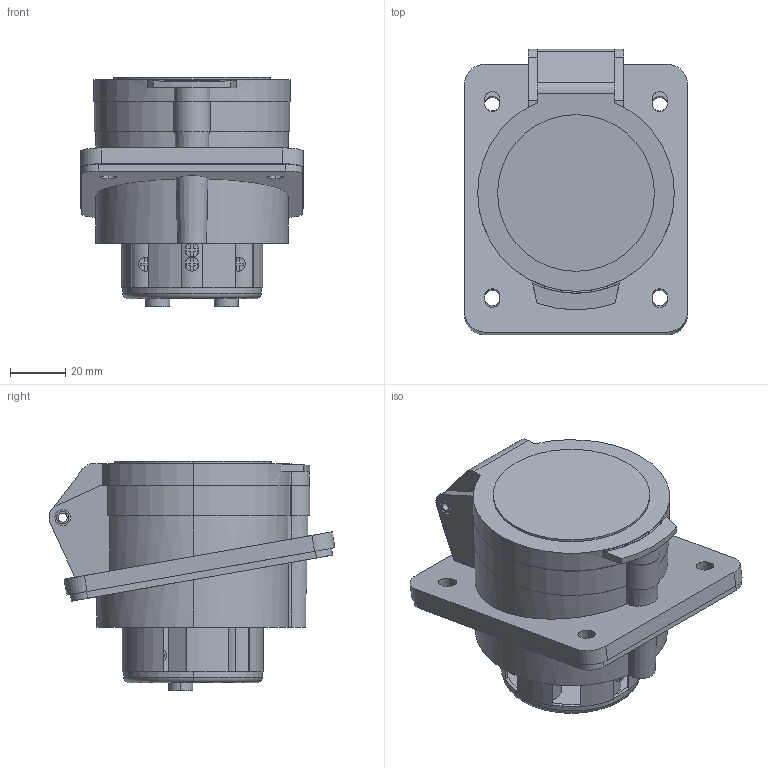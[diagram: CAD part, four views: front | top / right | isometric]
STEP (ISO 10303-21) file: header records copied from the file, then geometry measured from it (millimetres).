
FILE_DESCRIPTION (( 'STEP AP203' ), '1' );
FILE_NAME ('ps-425-32-380.ÃÌ Ðîçåòêà ñòàöèîíàðíàÿ âíóòðåííÿÿ 425 3Ð+ÐÅ+N 32À 380Â IP44 EKF.STEP', '2025-04-08T08:31:56', ( '' ), ( '' ), 'SwSTEP 2.0', 'SolidWorks 2021', '' );
FILE_SCHEMA (( 'CONFIG_CONTROL_DESIGN' ));
Length unit declared in the file: millimetre
Products named in the file (1): ps-425-32-380.ÃÌ Ðîçåòêà ñòàöèîíàðíàÿ âíóòðåííÿÿ 425 3Ð+ÐÅ+N 32À 380Â IP44 EKF
Bounding box: 81 x 103.96 x 83.5 mm (x, y, z)
Volume: 255743.9 mm3; surface area: 72964.1 mm2
Topology: 3 solids, 3 shells, 348 faces, 925 edges, 610 vertices
Faces by surface type: plane 206, cylinder 126, torus 8, bspline 6, cone 2
Entity records: 11720 total; most frequent: CARTESIAN_POINT 2769, DIRECTION 1869, ORIENTED_EDGE 1850, EDGE_CURVE 925, AXIS2_PLACEMENT_3D 650, VERTEX_POINT 610, VECTOR 569, LINE 569
